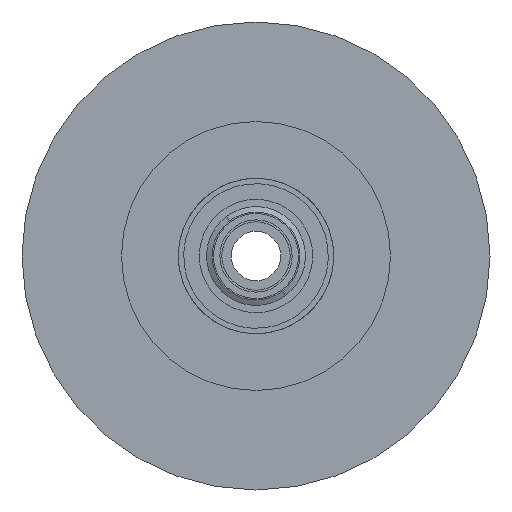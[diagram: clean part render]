
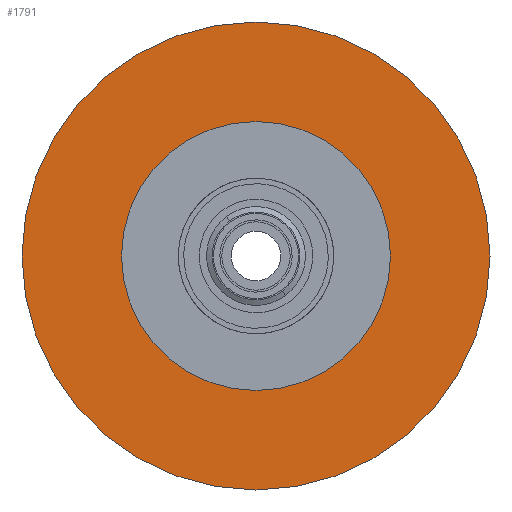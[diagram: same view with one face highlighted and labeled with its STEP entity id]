
A CAD part, left-side view. The second image highlights one B-rep face of the part: STEP entity #1791.
In plain terms, the highlighted planar face has unit normal (-1, 0, 0).
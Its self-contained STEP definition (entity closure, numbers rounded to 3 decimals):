
#3 = EDGE_CURVE ( 'NONE', #169, #425, #973, .T. ) ;
#33 = VERTEX_POINT ( 'NONE', #725 ) ;
#71 = CIRCLE ( 'NONE', #1667, 8.65 ) ;
#110 = CARTESIAN_POINT ( 'NONE',  ( 0., 0., 0. ) ) ;
#169 = VERTEX_POINT ( 'NONE', #1770 ) ;
#173 = CARTESIAN_POINT ( 'NONE',  ( 0., 0., 8.65 ) ) ;
#175 = AXIS2_PLACEMENT_3D ( 'NONE', #591, #582, #1603 ) ;
#425 = VERTEX_POINT ( 'NONE', #544 ) ;
#441 = EDGE_CURVE ( 'NONE', #425, #169, #1038, .T. ) ;
#447 = ORIENTED_EDGE ( 'NONE', *, *, #3, .T. ) ;
#497 = EDGE_LOOP ( 'NONE', ( #447, #1519 ) ) ;
#522 = DIRECTION ( 'NONE',  ( 0., 0., 1. ) ) ;
#544 = CARTESIAN_POINT ( 'NONE',  ( 0., 0., -15.05 ) ) ;
#558 = AXIS2_PLACEMENT_3D ( 'NONE', #728, #1010, #1134 ) ;
#566 = DIRECTION ( 'NONE',  ( -1., 0., 0. ) ) ;
#578 = VERTEX_POINT ( 'NONE', #173 ) ;
#579 = DIRECTION ( 'NONE',  ( 0., 0., 1. ) ) ;
#582 = DIRECTION ( 'NONE',  ( -1., 0., 0. ) ) ;
#591 = CARTESIAN_POINT ( 'NONE',  ( 0., 0., 0. ) ) ;
#725 = CARTESIAN_POINT ( 'NONE',  ( 0., 0., -8.65 ) ) ;
#728 = CARTESIAN_POINT ( 'NONE',  ( 0., 0., -15.05 ) ) ;
#759 = AXIS2_PLACEMENT_3D ( 'NONE', #847, #566, #579 ) ;
#797 = EDGE_CURVE ( 'NONE', #33, #578, #852, .T. ) ;
#847 = CARTESIAN_POINT ( 'NONE',  ( 0., 0., 0. ) ) ;
#852 = CIRCLE ( 'NONE', #1235, 8.65 ) ;
#973 = CIRCLE ( 'NONE', #175, 15.05 ) ;
#1010 = DIRECTION ( 'NONE',  ( 1., 0., 0. ) ) ;
#1038 = CIRCLE ( 'NONE', #759, 15.05 ) ;
#1134 = DIRECTION ( 'NONE',  ( 0., 0., -1. ) ) ;
#1235 = AXIS2_PLACEMENT_3D ( 'NONE', #110, #1372, #522 ) ;
#1313 = CARTESIAN_POINT ( 'NONE',  ( 0., 0., 0. ) ) ;
#1372 = DIRECTION ( 'NONE',  ( -1., 0., 0. ) ) ;
#1440 = FACE_BOUND ( 'NONE', #1545, .T. ) ;
#1457 = ORIENTED_EDGE ( 'NONE', *, *, #1500, .F. ) ;
#1461 = DIRECTION ( 'NONE',  ( -1., 0., 0. ) ) ;
#1500 = EDGE_CURVE ( 'NONE', #578, #33, #71, .T. ) ;
#1512 = PLANE ( 'NONE',  #558 ) ;
#1519 = ORIENTED_EDGE ( 'NONE', *, *, #441, .T. ) ;
#1545 = EDGE_LOOP ( 'NONE', ( #1457, #1783 ) ) ;
#1603 = DIRECTION ( 'NONE',  ( 0., 0., 1. ) ) ;
#1641 = FACE_OUTER_BOUND ( 'NONE', #497, .T. ) ;
#1667 = AXIS2_PLACEMENT_3D ( 'NONE', #1313, #1461, #1733 ) ;
#1733 = DIRECTION ( 'NONE',  ( 0., 0., 1. ) ) ;
#1770 = CARTESIAN_POINT ( 'NONE',  ( 0., 0., 15.05 ) ) ;
#1783 = ORIENTED_EDGE ( 'NONE', *, *, #797, .F. ) ;
#1791 = ADVANCED_FACE ( 'NONE', ( #1440, #1641 ), #1512, .F. ) ;
